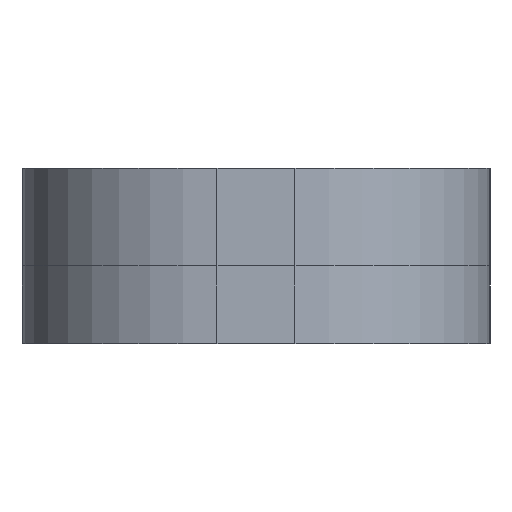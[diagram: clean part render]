
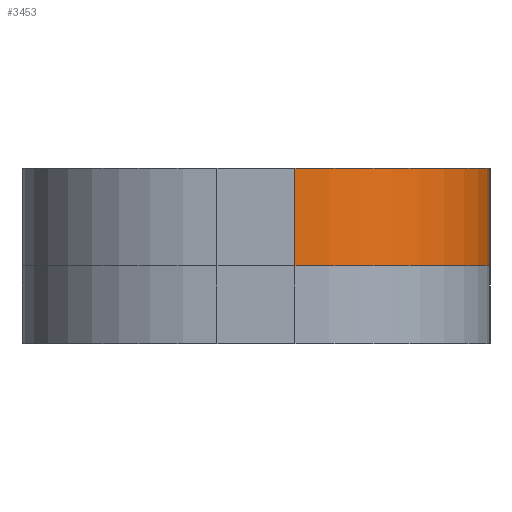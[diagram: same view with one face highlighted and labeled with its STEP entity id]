
A CAD part, left-side view. The second image highlights one B-rep face of the part: STEP entity #3453.
In plain terms, the highlighted cylindrical face has radius 2 mm (diameter 4 mm), a partial arc.
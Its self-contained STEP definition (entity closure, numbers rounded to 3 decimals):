
#3453=ADVANCED_FACE('',(#6646),#6648,.T.);
#6646=FACE_BOUND('',#6647,.T.);
#6647=EDGE_LOOP('',(#9733,#9734,#9735,#9736));
#6648=CYLINDRICAL_SURFACE('',#6649,2.);
#6649=AXIS2_PLACEMENT_3D('',#6650,#6651,#6652);
#6650=CARTESIAN_POINT('',(-157.8,-2.8,0.8));
#6651=DIRECTION('',(0.,0.,1.));
#6652=DIRECTION('',(-1.,0.,0.));
#9733=ORIENTED_EDGE('',*,*,#10185,.T.);
#9734=ORIENTED_EDGE('',*,*,#11275,.T.);
#9735=ORIENTED_EDGE('',*,*,#10558,.F.);
#9736=ORIENTED_EDGE('',*,*,#11276,.F.);
#10185=EDGE_CURVE('',#11473,#11474,#11475,.T.);
#10558=EDGE_CURVE('',#12218,#12205,#12220,.T.);
#11275=EDGE_CURVE('',#11474,#12205,#13295,.T.);
#11276=EDGE_CURVE('',#11473,#12218,#13296,.T.);
#11473=VERTEX_POINT('',#13649);
#11474=VERTEX_POINT('',#13650);
#11475=CIRCLE('',#13651,2.);
#12205=VERTEX_POINT('',#15117);
#12218=VERTEX_POINT('',#15145);
#12220=CIRCLE('',#15149,2.);
#13295=LINE('',#17659,#17660);
#13296=LINE('',#17662,#17663);
#13649=CARTESIAN_POINT('',(-159.8,-2.8,0.8));
#13650=CARTESIAN_POINT('',(-157.8,-4.8,0.8));
#13651=AXIS2_PLACEMENT_3D('',#13652,#13653,#13654);
#13652=CARTESIAN_POINT('',(-157.8,-2.8,0.8));
#13653=DIRECTION('',(0.,0.,1.));
#13654=DIRECTION('',(-1.,0.,0.));
#15117=CARTESIAN_POINT('',(-157.8,-4.8,1.8));
#15145=CARTESIAN_POINT('',(-159.8,-2.8,1.8));
#15149=AXIS2_PLACEMENT_3D('',#15150,#15151,#15152);
#15150=CARTESIAN_POINT('',(-157.8,-2.8,1.8));
#15151=DIRECTION('',(0.,0.,1.));
#15152=DIRECTION('',(-1.,0.,0.));
#17659=CARTESIAN_POINT('',(-157.8,-4.8,0.8));
#17660=VECTOR('',#17661,1.);
#17661=DIRECTION('',(0.,0.,1.));
#17662=CARTESIAN_POINT('',(-159.8,-2.8,0.8));
#17663=VECTOR('',#17664,1.);
#17664=DIRECTION('',(0.,0.,1.));
